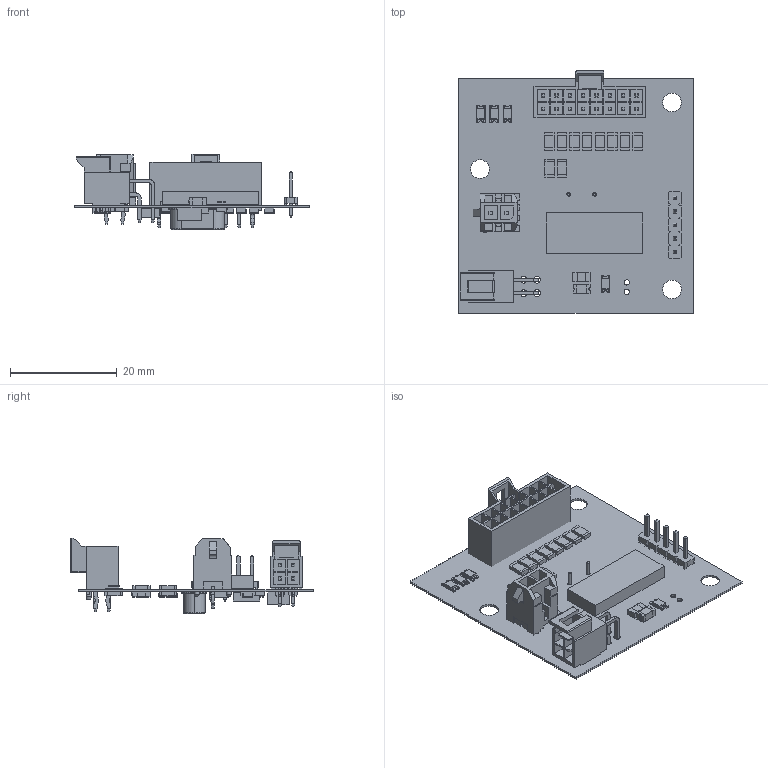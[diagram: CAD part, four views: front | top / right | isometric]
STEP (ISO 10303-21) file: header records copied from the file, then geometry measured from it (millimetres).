
FILE_DESCRIPTION(('Open CASCADE Model'),'2;1');
FILE_NAME('Open CASCADE Shape Model','2021-05-04T13:24:49',('Author'),( 'Open CASCADE'),'Open CASCADE STEP processor 6.8','Open CASCADE 6.8' ,'Unknown');
FILE_SCHEMA(('AUTOMOTIVE_DESIGN { 1 0 10303 214 1 1 1 1 }'));
Length unit declared in the file: millimetre
Products named in the file (114): PCB; Board; Open CASCADE STEP translator 6.8 1.1.1; Open CASCADE STEP translator 6.8 1.2; MTLW-105-05-X-S-190; C15; 6271539520; Terminal; Open_CASCADE_STEP_translator_6.8_13.1.1; Open_CASCADE_STEP_translator_6.8_13.1.2; Mid_Body; Open_CASCADE_STEP_translator_6.8_13.2.1; TVS; 6630403552; Extruded; R25; 6630807152; 6630806752; R24; R23; R22; R21; 6630405792; 6630405552; R20; R18; R17; R16; R15; R14; R13; R12; R11; R10; R9; R8; R7; R6; R5; R4 ...
Assembly tree (197 placements, depth 5):
  PCB
    Board
      Open CASCADE STEP translator 6.8 1.1.1
    Open CASCADE STEP translator 6.8 1.2
      MTLW-105-05-X-S-190
    C15
      6271539520
        Terminal
          Open_CASCADE_STEP_translator_6.8_13.1.1
          Open_CASCADE_STEP_translator_6.8_13.1.2
        Mid_Body
          Open_CASCADE_STEP_translator_6.8_13.2.1
    TVS
      6630403552
        Extruded
    R25
      6630807152  x2
        Extruded
      6630806752
        Extruded
    R24
      6630807152  x2
        Extruded
      6630806752
        Extruded
    R23
      6630807152  x2
        Extruded
      6630806752
        Extruded
    R22
      6630807152  x2
        Extruded
      6630806752
        Extruded
    R21
      6630405792  x2
        Extruded
      6630405552
        Extruded
    R20
      6630807152  x2
        Extruded
      6630806752
        Extruded
    R18
      6630807152  x2
        Extruded
      6630806752
        Extruded
    R17
      6630807152  x2
        Extruded
      6630806752
        Extruded
    R16
      6630807152  x2
        Extruded
      6630806752
        Extruded
Bounding box: 44 x 45.41 x 14.09 mm (x, y, z)
Volume: 2840 mm3; surface area: 9264.2 mm2
Topology: 147 solids, 147 shells, 2478 faces, 5900 edges, 3749 vertices
Faces by surface type: plane 1967, cylinder 385, sphere 108, cone 14, torus 4
Full cylindrical faces by diameter (mm): 0.5 x2, 0.7 x2, 1 x2, 1.02 x5, 1.07 x4, 1.2 x15, 1.25 x4, 1.28 x1, 1.38 x1, 1.75 x2, 3.5 x3
Entity records: 45854 total; most frequent: CARTESIAN_POINT 7680, DIRECTION 7378, ORIENTED_EDGE 7078, EDGE_CURVE 3539, LINE 3072, VECTOR 3072, VERTEX_POINT 2235, AXIS2_PLACEMENT_3D 2153
